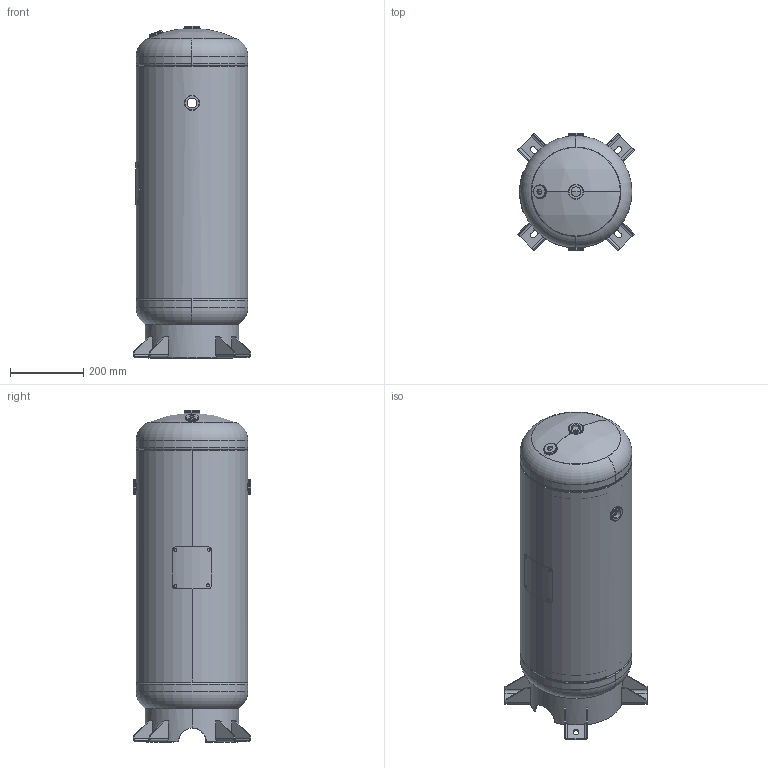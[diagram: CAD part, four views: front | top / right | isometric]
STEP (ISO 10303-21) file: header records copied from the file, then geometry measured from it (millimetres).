
FILE_DESCRIPTION (( 'STEP AP214' ), '1' );
FILE_NAME ('302402.STEP', '2019-09-10T21:15:00', ( '' ), ( '' ), 'SwSTEP 2.0', 'SolidWorks 2014', '' );
FILE_SCHEMA (( 'AUTOMOTIVE_DESIGN' ));
Length unit declared in the file: inch
Products named in the file (10): A88115; A55179; A88114; NP-VER_12; PHOENIX FLAT FLANGE_0250P391; PHOENIX FLAT FLANGE_0750; PHOENIX FLAT FLANGE_0500P393; HEAD_12X094JOG-DEEP; 302402-SL; 302402
Assembly tree (15 placements, depth 3):
  302402
    302402-SL
    HEAD_12X094JOG-DEEP  x2
    PHOENIX FLAT FLANGE_0500P393
    PHOENIX FLAT FLANGE_0750  x3
    PHOENIX FLAT FLANGE_0250P391
    NP-VER_12
    A88115
      A88114
      A55179  x4
Bounding box: 319.01 x 319.07 x 904.91 mm (x, y, z)
Volume: 2634867.6 mm3; surface area: 2056171.9 mm2
Topology: 14 solids, 14 shells, 330 faces, 718 edges, 428 vertices
Faces by surface type: plane 128, cylinder 92, torus 84, bspline 18, sphere 8
Entity records: 8903 total; most frequent: CARTESIAN_POINT 4646, DIRECTION 853, ORIENTED_EDGE 750, EDGE_CURVE 375, AXIS2_PLACEMENT_3D 371, VERTEX_POINT 228, CIRCLE 200, EDGE_LOOP 197
